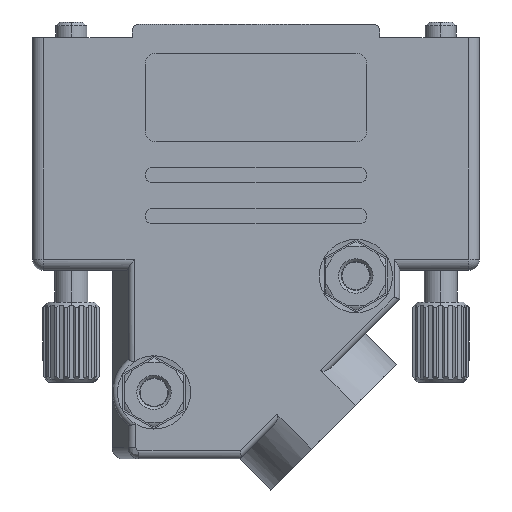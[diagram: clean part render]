
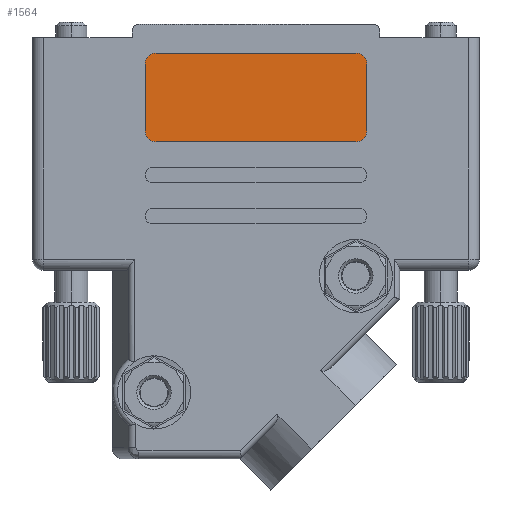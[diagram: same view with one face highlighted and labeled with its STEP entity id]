
A CAD part, front view. The second image highlights one B-rep face of the part: STEP entity #1564.
In plain terms, the highlighted planar face has unit normal (0, -1, 0).
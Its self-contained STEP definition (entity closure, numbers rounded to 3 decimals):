
#432 = EDGE_CURVE ( 'NONE', #3013, #7732, #9468, .T. ) ;
#564 = EDGE_CURVE ( 'NONE', #12202, #19424, #15619, .T. ) ;
#583 = CARTESIAN_POINT ( 'NONE',  ( 9., -8.35, -9.4 ) ) ;
#662 = CARTESIAN_POINT ( 'NONE',  ( -9., -8.35, -1.4 ) ) ;
#1456 = CARTESIAN_POINT ( 'NONE',  ( -9., -8.35, -8.4 ) ) ;
#1564 = ADVANCED_FACE ( 'NONE', ( #17976 ), #18327, .F. ) ;
#1812 = CIRCLE ( 'NONE', #2948, 1. ) ;
#2310 = CARTESIAN_POINT ( 'NONE',  ( 10., -8.35, -2.4 ) ) ;
#2365 = CARTESIAN_POINT ( 'NONE',  ( 9., -8.35, -8.4 ) ) ;
#2452 = VERTEX_POINT ( 'NONE', #662 ) ;
#2538 = ORIENTED_EDGE ( 'NONE', *, *, #22683, .T. ) ;
#2617 = ORIENTED_EDGE ( 'NONE', *, *, #564, .T. ) ;
#2819 = VECTOR ( 'NONE', #15029, 1000. ) ;
#2948 = AXIS2_PLACEMENT_3D ( 'NONE', #16908, #14808, #20063 ) ;
#3013 = VERTEX_POINT ( 'NONE', #14147 ) ;
#3254 = ORIENTED_EDGE ( 'NONE', *, *, #6545, .T. ) ;
#3488 = CIRCLE ( 'NONE', #18769, 1. ) ;
#3641 = CARTESIAN_POINT ( 'NONE',  ( 9., -8.35, -9.4 ) ) ;
#4252 = DIRECTION ( 'NONE',  ( 0., -1., 0. ) ) ;
#4384 = EDGE_LOOP ( 'NONE', ( #14705, #3254, #17449, #8461, #4629, #2538, #8938, #2617 ) ) ;
#4440 = DIRECTION ( 'NONE',  ( -1., 0., 0. ) ) ;
#4476 = AXIS2_PLACEMENT_3D ( 'NONE', #10877, #19950, #12712 ) ;
#4629 = ORIENTED_EDGE ( 'NONE', *, *, #20033, .T. ) ;
#4680 = CARTESIAN_POINT ( 'NONE',  ( -9., -8.35, -9.4 ) ) ;
#4874 = VECTOR ( 'NONE', #4440, 1000. ) ;
#6313 = CARTESIAN_POINT ( 'NONE',  ( -10., -8.35, -2.4 ) ) ;
#6514 = CIRCLE ( 'NONE', #15445, 1. ) ;
#6535 = CIRCLE ( 'NONE', #17345, 1. ) ;
#6545 = EDGE_CURVE ( 'NONE', #13472, #2452, #7824, .T. ) ;
#7303 = VECTOR ( 'NONE', #21473, 1000. ) ;
#7732 = VERTEX_POINT ( 'NONE', #12836 ) ;
#7824 = LINE ( 'NONE', #20520, #4874 ) ;
#8461 = ORIENTED_EDGE ( 'NONE', *, *, #432, .T. ) ;
#8938 = ORIENTED_EDGE ( 'NONE', *, *, #15964, .T. ) ;
#9468 = LINE ( 'NONE', #6313, #2819 ) ;
#9831 = EDGE_CURVE ( 'NONE', #2452, #3013, #6535, .T. ) ;
#10877 = CARTESIAN_POINT ( 'NONE',  ( 9., -8.35, -2.4 ) ) ;
#11896 = DIRECTION ( 'NONE',  ( 0., 0., 1. ) ) ;
#12117 = CARTESIAN_POINT ( 'NONE',  ( 10., -8.35, -2.4 ) ) ;
#12202 = VERTEX_POINT ( 'NONE', #16731 ) ;
#12712 = DIRECTION ( 'NONE',  ( 0., 0., 1. ) ) ;
#12836 = CARTESIAN_POINT ( 'NONE',  ( -10., -8.35, -8.4 ) ) ;
#13215 = DIRECTION ( 'NONE',  ( 0., 0., 1. ) ) ;
#13442 = DIRECTION ( 'NONE',  ( 0., 0., 1. ) ) ;
#13472 = VERTEX_POINT ( 'NONE', #21515 ) ;
#13487 = DIRECTION ( 'NONE',  ( 0., -1., 0. ) ) ;
#13505 = EDGE_CURVE ( 'NONE', #19424, #13472, #1812, .T. ) ;
#13674 = VERTEX_POINT ( 'NONE', #4680 ) ;
#14147 = CARTESIAN_POINT ( 'NONE',  ( -10., -8.35, -2.4 ) ) ;
#14705 = ORIENTED_EDGE ( 'NONE', *, *, #13505, .T. ) ;
#14808 = DIRECTION ( 'NONE',  ( 0., -1., 0. ) ) ;
#15029 = DIRECTION ( 'NONE',  ( 0., 0., -1. ) ) ;
#15445 = AXIS2_PLACEMENT_3D ( 'NONE', #1456, #13487, #22264 ) ;
#15619 = LINE ( 'NONE', #12117, #19378 ) ;
#15964 = EDGE_CURVE ( 'NONE', #16393, #12202, #3488, .T. ) ;
#16393 = VERTEX_POINT ( 'NONE', #583 ) ;
#16441 = LINE ( 'NONE', #3641, #7303 ) ;
#16731 = CARTESIAN_POINT ( 'NONE',  ( 10., -8.35, -8.4 ) ) ;
#16908 = CARTESIAN_POINT ( 'NONE',  ( 9., -8.35, -2.4 ) ) ;
#17345 = AXIS2_PLACEMENT_3D ( 'NONE', #19988, #20569, #13442 ) ;
#17449 = ORIENTED_EDGE ( 'NONE', *, *, #9831, .T. ) ;
#17976 = FACE_OUTER_BOUND ( 'NONE', #4384, .T. ) ;
#18327 = PLANE ( 'NONE',  #4476 ) ;
#18769 = AXIS2_PLACEMENT_3D ( 'NONE', #2365, #4252, #13215 ) ;
#19378 = VECTOR ( 'NONE', #11896, 1000. ) ;
#19424 = VERTEX_POINT ( 'NONE', #2310 ) ;
#19950 = DIRECTION ( 'NONE',  ( 0., 1., 0. ) ) ;
#19988 = CARTESIAN_POINT ( 'NONE',  ( -9., -8.35, -2.4 ) ) ;
#20033 = EDGE_CURVE ( 'NONE', #7732, #13674, #6514, .T. ) ;
#20063 = DIRECTION ( 'NONE',  ( 0., 0., 1. ) ) ;
#20520 = CARTESIAN_POINT ( 'NONE',  ( 9., -8.35, -1.4 ) ) ;
#20569 = DIRECTION ( 'NONE',  ( 0., -1., 0. ) ) ;
#21473 = DIRECTION ( 'NONE',  ( 1., 0., 0. ) ) ;
#21515 = CARTESIAN_POINT ( 'NONE',  ( 9., -8.35, -1.4 ) ) ;
#22264 = DIRECTION ( 'NONE',  ( 0., 0., 1. ) ) ;
#22683 = EDGE_CURVE ( 'NONE', #13674, #16393, #16441, .T. ) ;
